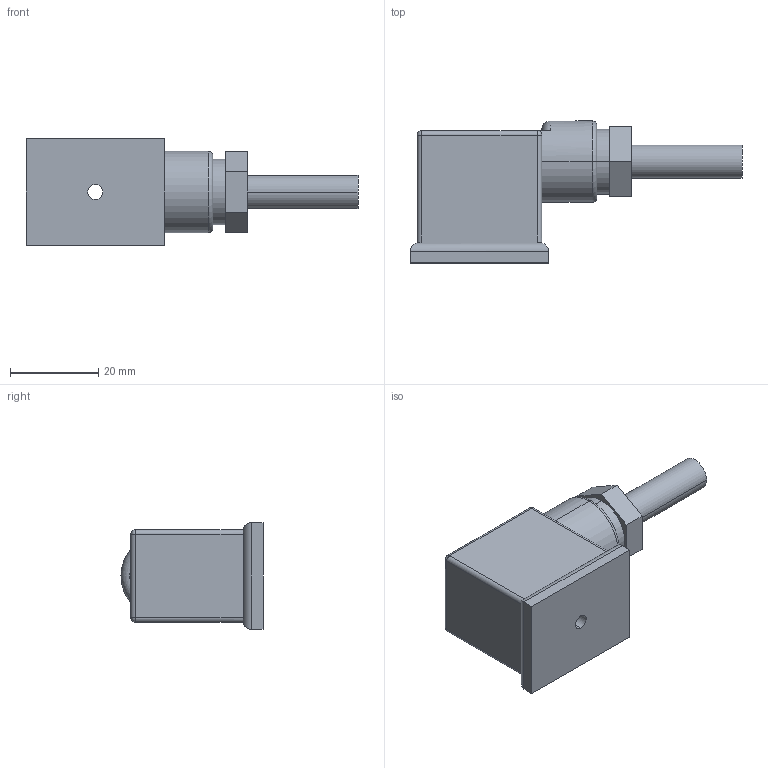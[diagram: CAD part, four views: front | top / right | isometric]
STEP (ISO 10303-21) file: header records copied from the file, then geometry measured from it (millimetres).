
FILE_DESCRIPTION (( 'STEP AP214' ), '1' );
FILE_NAME ('CNT00022_05.STEP', '2018-09-18T08:50:57', ( '' ), ( '' ), 'SwSTEP 2.0', 'SolidWorks 2018', '' );
FILE_SCHEMA (( 'AUTOMOTIVE_DESIGN' ));
Length unit declared in the file: millimetre
Products named in the file (1): CNT00022_05
Bounding box: 75.4 x 32.25 x 24.2 mm (x, y, z)
Volume: 24172.9 mm3; surface area: 6535.5 mm2
Topology: 1 solids, 1 shells, 52 faces, 124 edges, 74 vertices
Faces by surface type: cylinder 23, plane 22, sphere 4, torus 3
Entity records: 1585 total; most frequent: CARTESIAN_POINT 349, DIRECTION 249, ORIENTED_EDGE 240, EDGE_CURVE 120, AXIS2_PLACEMENT_3D 92, VERTEX_POINT 74, LINE 65, VECTOR 65
